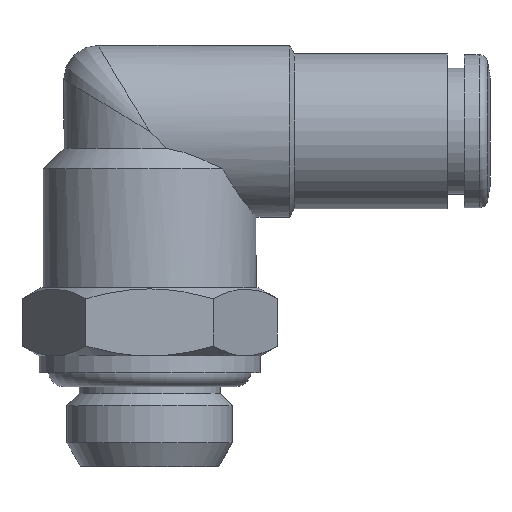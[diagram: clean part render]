
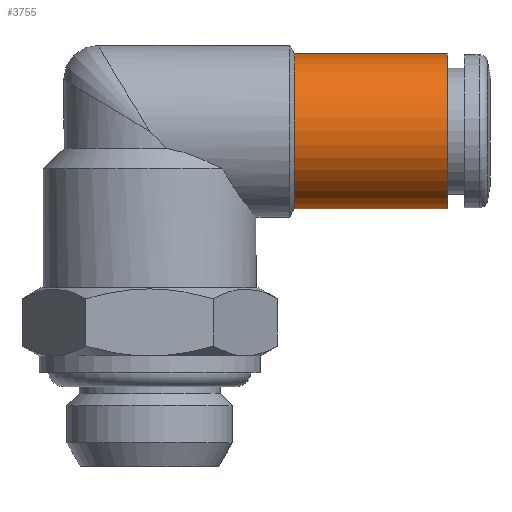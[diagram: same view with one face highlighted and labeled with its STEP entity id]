
A CAD part, front view. The second image highlights one B-rep face of the part: STEP entity #3755.
In plain terms, the highlighted cylindrical face has radius 4.55 mm (diameter 9.1 mm), a full revolution.
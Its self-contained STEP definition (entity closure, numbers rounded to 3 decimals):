
#792=ORIENTED_EDGE('',*,*,#1038,.T.);
#793=ORIENTED_EDGE('',*,*,#1037,.F.);
#870=CIRCLE('',#3669,4.55);
#871=CIRCLE('',#3671,4.55);
#948=VERTEX_POINT('',#3263);
#949=VERTEX_POINT('',#3266);
#1037=EDGE_CURVE('',#948,#948,#870,.T.);
#1038=EDGE_CURVE('',#949,#949,#871,.T.);
#1149=EDGE_LOOP('',(#792));
#1150=EDGE_LOOP('',(#793));
#1273=FACE_BOUND('',#1149,.T.);
#1274=FACE_BOUND('',#1150,.T.);
#1312=CYLINDRICAL_SURFACE('',#3670,4.55);
#2005=DIRECTION('',(-1.,0.,0.));
#2006=DIRECTION('',(0.,4.55,0.));
#2007=DIRECTION('',(-1.,0.,0.));
#2008=DIRECTION('',(0.,1.,0.));
#2009=DIRECTION('',(-1.,0.,0.));
#2010=DIRECTION('',(0.,4.55,0.));
#3263=CARTESIAN_POINT('',(16.248,16.629,0.));
#3264=CARTESIAN_POINT('',(16.248,12.079,0.));
#3265=CARTESIAN_POINT('',(25.248,12.079,0.));
#3266=CARTESIAN_POINT('',(25.248,16.629,0.));
#3267=CARTESIAN_POINT('',(25.248,12.079,0.));
#3669=AXIS2_PLACEMENT_3D('',#3264,#2005,#2006);
#3670=AXIS2_PLACEMENT_3D('',#3265,#2007,#2008);
#3671=AXIS2_PLACEMENT_3D('',#3267,#2009,#2010);
#3755=ADVANCED_FACE('',(#1273,#1274),#1312,.T.);
